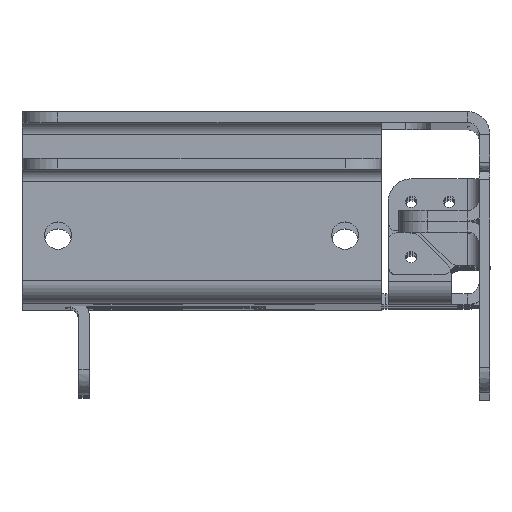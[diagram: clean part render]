
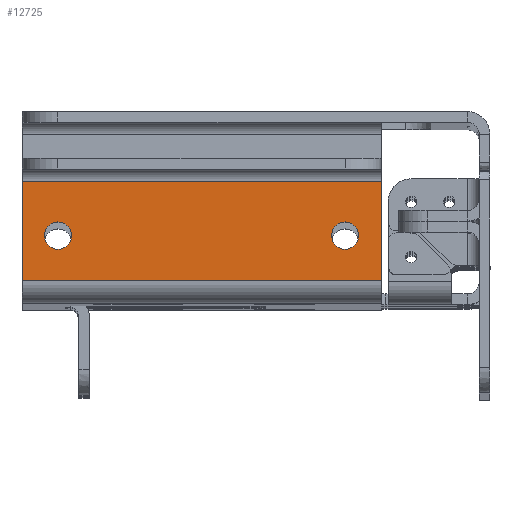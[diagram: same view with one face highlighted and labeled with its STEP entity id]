
A CAD part, top view. The second image highlights one B-rep face of the part: STEP entity #12725.
In plain terms, the highlighted planar face has unit normal (0, 0, 1).
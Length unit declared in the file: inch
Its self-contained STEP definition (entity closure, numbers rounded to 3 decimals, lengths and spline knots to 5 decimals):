
#61=FACE_BOUND('',#4530,.T.);
#62=FACE_BOUND('',#4531,.T.);
#460=CIRCLE('',#13497,0.095);
#463=CIRCLE('',#13502,0.095);
#1218=LINE('',#21031,#2400);
#1220=LINE('',#21037,#2402);
#1221=LINE('',#21039,#2403);
#1222=LINE('',#21040,#2404);
#2400=VECTOR('',#15541,0.3937);
#2402=VECTOR('',#15547,0.3937);
#2403=VECTOR('',#15548,0.3937);
#2404=VECTOR('',#15549,0.3937);
#3216=PLANE('',#13575);
#3777=FACE_OUTER_BOUND('',#4529,.T.);
#4529=EDGE_LOOP('',(#9996,#9997,#9998,#9999));
#4530=EDGE_LOOP('',(#10000));
#4531=EDGE_LOOP('',(#10001));
#5897=VERTEX_POINT('',#20834);
#5900=VERTEX_POINT('',#20844);
#5953=VERTEX_POINT('',#21027);
#5955=VERTEX_POINT('',#21030);
#5957=VERTEX_POINT('',#21036);
#5958=VERTEX_POINT('',#21038);
#7370=EDGE_CURVE('',#5897,#5897,#460,.T.);
#7375=EDGE_CURVE('',#5900,#5900,#463,.T.);
#7468=EDGE_CURVE('',#5955,#5953,#1218,.T.);
#7471=EDGE_CURVE('',#5957,#5953,#1220,.T.);
#7472=EDGE_CURVE('',#5957,#5958,#1221,.T.);
#7473=EDGE_CURVE('',#5955,#5958,#1222,.T.);
#9996=ORIENTED_EDGE('',*,*,#7468,.T.);
#9997=ORIENTED_EDGE('',*,*,#7471,.F.);
#9998=ORIENTED_EDGE('',*,*,#7472,.T.);
#9999=ORIENTED_EDGE('',*,*,#7473,.F.);
#10000=ORIENTED_EDGE('',*,*,#7370,.T.);
#10001=ORIENTED_EDGE('',*,*,#7375,.T.);
#12725=ADVANCED_FACE('',(#3777,#61,#62),#3216,.T.);
#13497=AXIS2_PLACEMENT_3D('',#20835,#15326,#15327);
#13502=AXIS2_PLACEMENT_3D('',#20845,#15338,#15339);
#13575=AXIS2_PLACEMENT_3D('',#21035,#15545,#15546);
#15326=DIRECTION('center_axis',(0.,0.,-1.));
#15327=DIRECTION('ref_axis',(1.,0.,0.));
#15338=DIRECTION('center_axis',(0.,0.,-1.));
#15339=DIRECTION('ref_axis',(1.,0.,0.));
#15541=DIRECTION('',(1.,0.,0.));
#15545=DIRECTION('center_axis',(0.,0.,1.));
#15546=DIRECTION('ref_axis',(0.,-1.,0.));
#15547=DIRECTION('',(0.,-1.,0.));
#15548=DIRECTION('',(-1.,0.,0.));
#15549=DIRECTION('',(0.,1.,0.));
#20834=CARTESIAN_POINT('',(0.155,0.4725,14.2875));
#20835=CARTESIAN_POINT('Origin',(0.25,0.4725,14.2875));
#20844=CARTESIAN_POINT('',(2.15598,0.4725,14.2875));
#20845=CARTESIAN_POINT('Origin',(2.25098,0.4725,14.2875));
#21027=CARTESIAN_POINT('',(2.50098,0.15902,14.2875));
#21030=CARTESIAN_POINT('',(0.,0.15902,14.2875));
#21031=CARTESIAN_POINT('',(0.,0.15902,14.2875));
#21035=CARTESIAN_POINT('Origin',(0.,0.9725,14.2875));
#21036=CARTESIAN_POINT('',(2.50098,0.85098,14.2875));
#21037=CARTESIAN_POINT('',(2.50098,0.0375,14.2875));
#21038=CARTESIAN_POINT('',(0.,0.85098,14.2875));
#21039=CARTESIAN_POINT('',(0.,0.85098,14.2875));
#21040=CARTESIAN_POINT('',(0.,0.0375,14.2875));
